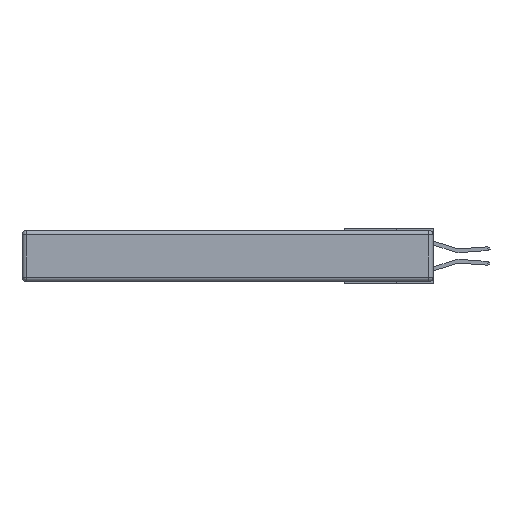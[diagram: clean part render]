
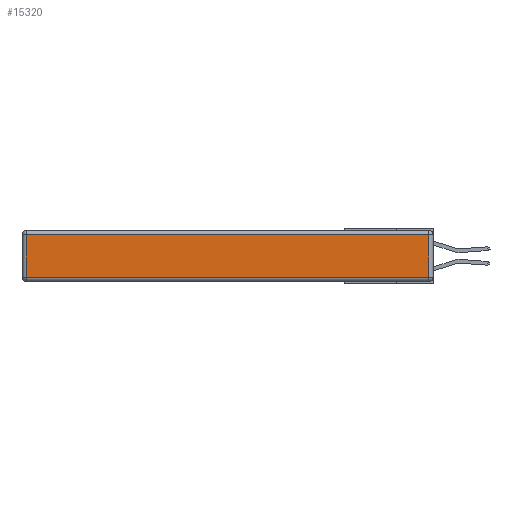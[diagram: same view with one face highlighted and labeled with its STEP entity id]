
A CAD part, left-side view. The second image highlights one B-rep face of the part: STEP entity #15320.
In plain terms, the highlighted planar face has unit normal (-1, 0, 0).
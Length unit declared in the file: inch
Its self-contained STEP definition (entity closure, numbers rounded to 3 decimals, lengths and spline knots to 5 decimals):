
#1494 = ORIENTED_EDGE ( 'NONE', *, *, #1730, .T. ) ;
#1629 = AXIS2_PLACEMENT_3D ( 'NONE', #20745, #7213, #15286 ) ;
#1730 = EDGE_CURVE ( 'NONE', #22783, #25236, #15385, .T. ) ;
#5412 = VECTOR ( 'NONE', #12647, 39.37008 ) ;
#5948 = DIRECTION ( 'NONE',  ( 0., -1., 0. ) ) ;
#6161 = DIRECTION ( 'NONE',  ( 0., 1., 0. ) ) ;
#6347 = DIRECTION ( 'NONE',  ( 0., 0., -1. ) ) ;
#6516 = EDGE_CURVE ( 'NONE', #25236, #26877, #33981, .T. ) ;
#7000 = VECTOR ( 'NONE', #6161, 39.37008 ) ;
#7095 = LINE ( 'NONE', #30440, #32765 ) ;
#7213 = DIRECTION ( 'NONE',  ( -1., 0., 0. ) ) ;
#7373 = ORIENTED_EDGE ( 'NONE', *, *, #34588, .T. ) ;
#8305 = VECTOR ( 'NONE', #5948, 39.37008 ) ;
#11762 = EDGE_CURVE ( 'NONE', #26877, #27265, #14960, .T. ) ;
#12647 = DIRECTION ( 'NONE',  ( 0., 0., 1. ) ) ;
#12842 = CARTESIAN_POINT ( 'NONE',  ( 0., 2.72, -0.313 ) ) ;
#13340 = ORIENTED_EDGE ( 'NONE', *, *, #6516, .T. ) ;
#13708 = CARTESIAN_POINT ( 'NONE',  ( 0., 2.72, -0.03 ) ) ;
#14960 = LINE ( 'NONE', #27544, #7000 ) ;
#15286 = DIRECTION ( 'NONE',  ( 0., 0., 1. ) ) ;
#15320 = ADVANCED_FACE ( 'NONE', ( #24476 ), #20993, .T. ) ;
#15385 = LINE ( 'NONE', #16583, #8305 ) ;
#16583 = CARTESIAN_POINT ( 'NONE',  ( 0., 0., -0.313 ) ) ;
#16970 = EDGE_LOOP ( 'NONE', ( #1494, #13340, #20048, #7373 ) ) ;
#20048 = ORIENTED_EDGE ( 'NONE', *, *, #11762, .T. ) ;
#20745 = CARTESIAN_POINT ( 'NONE',  ( 0., 0., -0.343 ) ) ;
#20993 = PLANE ( 'NONE',  #1629 ) ;
#22783 = VERTEX_POINT ( 'NONE', #12842 ) ;
#24476 = FACE_OUTER_BOUND ( 'NONE', #16970, .T. ) ;
#25236 = VERTEX_POINT ( 'NONE', #32218 ) ;
#26877 = VERTEX_POINT ( 'NONE', #31983 ) ;
#27265 = VERTEX_POINT ( 'NONE', #13708 ) ;
#27544 = CARTESIAN_POINT ( 'NONE',  ( 0., 2.75, -0.03 ) ) ;
#30440 = CARTESIAN_POINT ( 'NONE',  ( 0., 2.72, -0.343 ) ) ;
#31983 = CARTESIAN_POINT ( 'NONE',  ( 0., 0.03, -0.03 ) ) ;
#32218 = CARTESIAN_POINT ( 'NONE',  ( 0., 0.03, -0.313 ) ) ;
#32765 = VECTOR ( 'NONE', #6347, 39.37008 ) ;
#33981 = LINE ( 'NONE', #34567, #5412 ) ;
#34567 = CARTESIAN_POINT ( 'NONE',  ( 0., 0.03, -0.343 ) ) ;
#34588 = EDGE_CURVE ( 'NONE', #27265, #22783, #7095, .T. ) ;
